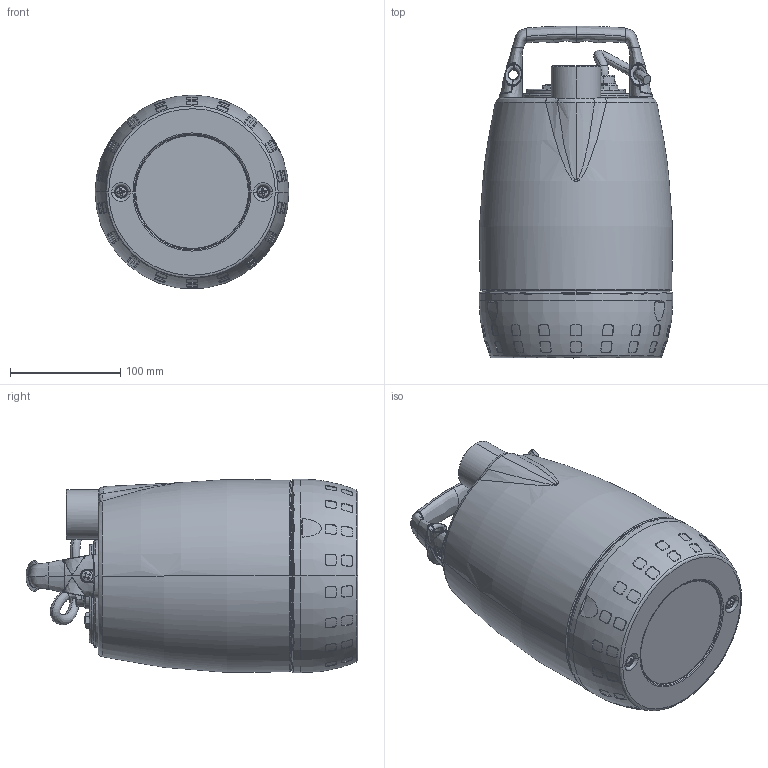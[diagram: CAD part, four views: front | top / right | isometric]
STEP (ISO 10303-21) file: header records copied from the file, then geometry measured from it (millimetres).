
FILE_DESCRIPTION (( 'STEP AP203' ), '1' );
FILE_NAME ('10018111swa00.step', '2023-06-14T14:41:16', ( '' ), ( '' ), 'SwSTEP 2.0', 'SolidWorks 2020', '' );
FILE_SCHEMA (( 'CONFIG_CONTROL_DESIGN' ));
Length unit declared in the file: millimetre
Products named in the file (4): 10018111swa00; Copia di 182167^10018111swa00; Copia di Filtro^10018111swa00; Copia di Coperchio^10018111swa00
Assembly tree (3 placements, depth 2):
  10018111swa00
    Copia di 182167^10018111swa00
    Copia di Filtro^10018111swa00
    Copia di Coperchio^10018111swa00
Bounding box: 176 x 301.43 x 176 mm (x, y, z)
Volume: 5649808.2 mm3; surface area: 277003.1 mm2
Topology: 9 solids, 9 shells, 1434 faces, 3515 edges, 2151 vertices
Faces by surface type: bspline 489, plane 424, cylinder 392, torus 60, cone 53, sphere 16
Entity records: 169140 total; most frequent: CARTESIAN_POINT 140388, ORIENTED_EDGE 7010, DIRECTION 3853, EDGE_CURVE 3505, VERTEX_POINT 2151, B_SPLINE_CURVE_WITH_KNOTS 1970, EDGE_LOOP 1506, ADVANCED_FACE 1434
